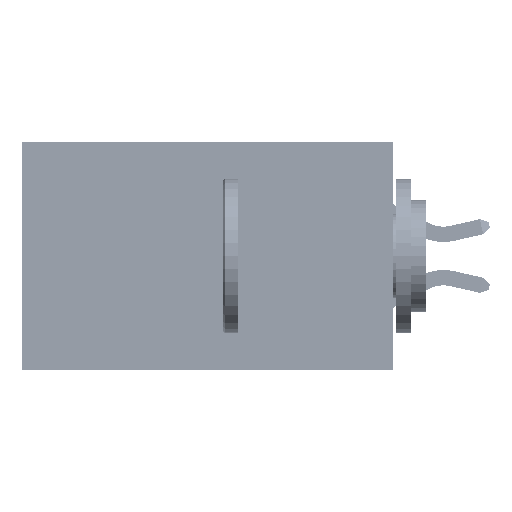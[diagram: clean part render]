
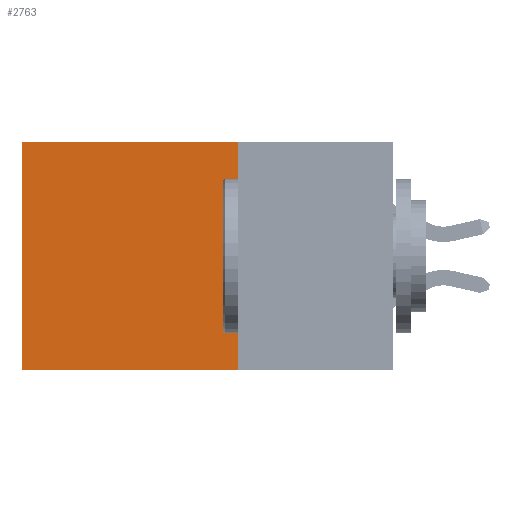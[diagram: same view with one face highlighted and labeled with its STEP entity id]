
A CAD part, left-side view. The second image highlights one B-rep face of the part: STEP entity #2763.
In plain terms, the highlighted planar face has unit normal (-1, 0, 0).
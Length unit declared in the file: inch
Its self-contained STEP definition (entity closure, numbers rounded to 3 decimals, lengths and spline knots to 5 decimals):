
#1308 = VECTOR ( 'NONE', #47984, 39.37008 ) ;
#1374 = VERTEX_POINT ( 'NONE', #27020 ) ;
#2276 = FACE_OUTER_BOUND ( 'NONE', #14513, .T. ) ;
#2763 = ADVANCED_FACE ( 'NONE', ( #2276 ), #8100, .F. ) ;
#3371 = CARTESIAN_POINT ( 'NONE',  ( 0.2875, 0.25, -0.37 ) ) ;
#4076 = CARTESIAN_POINT ( 'NONE',  ( 0.2875, 0.25, 0. ) ) ;
#6827 = EDGE_CURVE ( 'NONE', #9562, #14804, #31656, .T. ) ;
#7219 = VERTEX_POINT ( 'NONE', #11014 ) ;
#8100 = PLANE ( 'NONE',  #37160 ) ;
#8990 = CARTESIAN_POINT ( 'NONE',  ( 0.2875, 0.25, 0. ) ) ;
#9562 = VERTEX_POINT ( 'NONE', #30775 ) ;
#11014 = CARTESIAN_POINT ( 'NONE',  ( 0.2875, 0.25, 0. ) ) ;
#12087 = DIRECTION ( 'NONE',  ( 0., 0., -1. ) ) ;
#12680 = DIRECTION ( 'NONE',  ( 0., 1., 0. ) ) ;
#13327 = ORIENTED_EDGE ( 'NONE', *, *, #44836, .F. ) ;
#13590 = EDGE_CURVE ( 'NONE', #1374, #14804, #40153, .T. ) ;
#14513 = EDGE_LOOP ( 'NONE', ( #35246, #37702, #13327, #43296 ) ) ;
#14804 = VERTEX_POINT ( 'NONE', #47821 ) ;
#18938 = LINE ( 'NONE', #8990, #49352 ) ;
#21106 = DIRECTION ( 'NONE',  ( 0., 0., -1. ) ) ;
#23151 = DIRECTION ( 'NONE',  ( 0., 1., 0. ) ) ;
#23644 = VECTOR ( 'NONE', #12680, 39.37008 ) ;
#23878 = DIRECTION ( 'NONE',  ( 1., 0., 0. ) ) ;
#27020 = CARTESIAN_POINT ( 'NONE',  ( 0.2875, 0.25, -0.37 ) ) ;
#27082 = VECTOR ( 'NONE', #23151, 39.37008 ) ;
#30775 = CARTESIAN_POINT ( 'NONE',  ( 0.2875, 0.6, 0. ) ) ;
#31656 = LINE ( 'NONE', #48157, #1308 ) ;
#32399 = CARTESIAN_POINT ( 'NONE',  ( 0.2875, 0.25, 0. ) ) ;
#34165 = LINE ( 'NONE', #32399, #23644 ) ;
#35246 = ORIENTED_EDGE ( 'NONE', *, *, #6827, .T. ) ;
#37160 = AXIS2_PLACEMENT_3D ( 'NONE', #4076, #23878, #12087 ) ;
#37702 = ORIENTED_EDGE ( 'NONE', *, *, #13590, .F. ) ;
#39413 = EDGE_CURVE ( 'NONE', #7219, #9562, #34165, .T. ) ;
#40153 = LINE ( 'NONE', #3371, #27082 ) ;
#43296 = ORIENTED_EDGE ( 'NONE', *, *, #39413, .T. ) ;
#44836 = EDGE_CURVE ( 'NONE', #7219, #1374, #18938, .T. ) ;
#47821 = CARTESIAN_POINT ( 'NONE',  ( 0.2875, 0.6, -0.37 ) ) ;
#47984 = DIRECTION ( 'NONE',  ( 0., 0., -1. ) ) ;
#48157 = CARTESIAN_POINT ( 'NONE',  ( 0.2875, 0.6, 0. ) ) ;
#49352 = VECTOR ( 'NONE', #21106, 39.37008 ) ;
